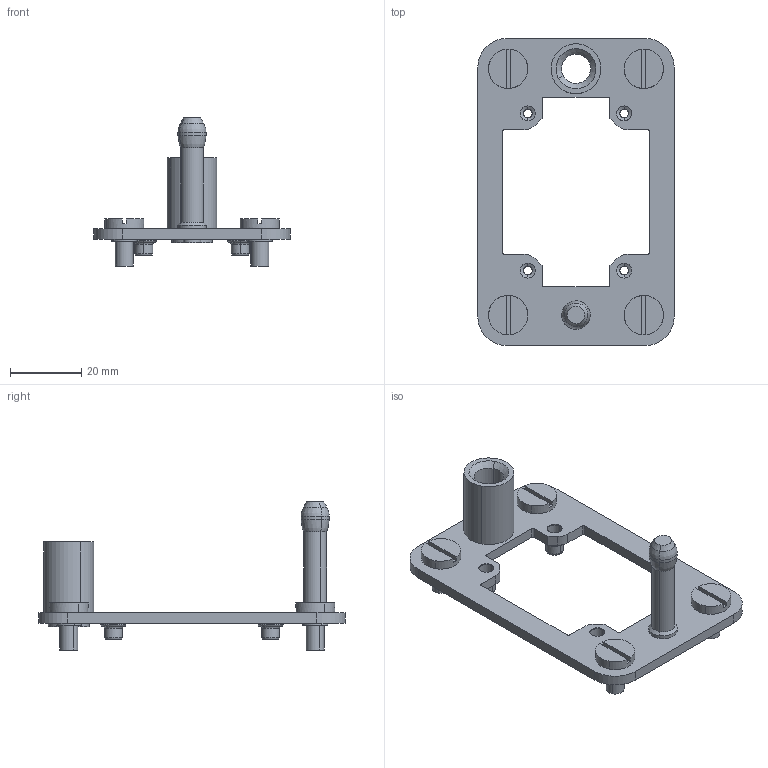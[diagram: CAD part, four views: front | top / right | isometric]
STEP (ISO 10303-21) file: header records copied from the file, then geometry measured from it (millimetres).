
FILE_DESCRIPTION(('CATIA V5 STEP Exchange','CAx-IF Rec.Pracs.--- Model Styling and Organization---1.5--- 2016-08-15','CAx-IF Rec.Pracs.---Supplemental Geometry---1.0---2011-11-01','CAx-IF Rec.Pracs.--- Composite Materials ---1.1---2010-07-15'),'2;1');
FILE_NAME ('1173154-13_2', '2025-04-07T09:12:20+00:00', ('none'), ('Weidmueller'), 'CATIA Version 5-6 Release 2022 SP4 HF5', 'CATIA V5 STEP AP214 v3', 'none');
FILE_SCHEMA(('AUTOMOTIVE_DESIGN { 1 0 10303 214 1 1 1 1 }'));
Length unit declared in the file: millimetre
Products named in the file (1): 2708490000
Bounding box: 55 x 86 x 41.5 mm (x, y, z)
Volume: 12878.4 mm3; surface area: 11302.5 mm2
Topology: 1 solids, 1 shells, 225 faces, 528 edges, 330 vertices
Faces by surface type: cylinder 104, plane 63, cone 30, torus 24, revolution 4
Entity records: 6124 total; most frequent: CARTESIAN_POINT 1149, ORIENTED_EDGE 1056, DIRECTION 874, EDGE_CURVE 528, AXIS2_PLACEMENT_3D 467, VERTEX_POINT 330, CIRCLE 288, EDGE_LOOP 262
